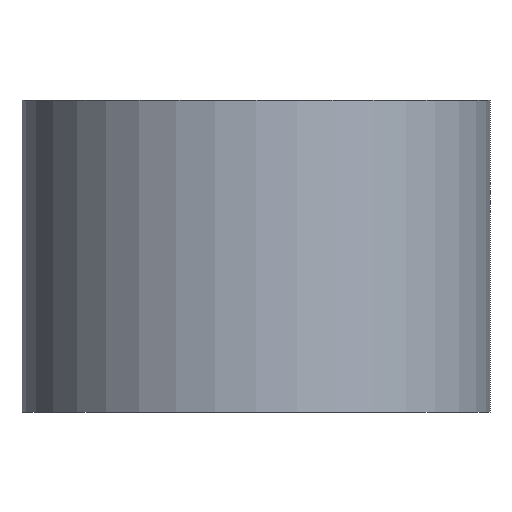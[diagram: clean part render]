
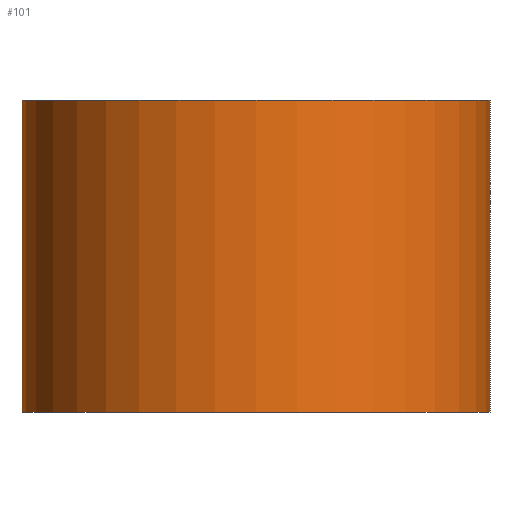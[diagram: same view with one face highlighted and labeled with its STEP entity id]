
A CAD part, front view. The second image highlights one B-rep face of the part: STEP entity #101.
In plain terms, the highlighted cylindrical face has radius 15 mm (diameter 30 mm), a full revolution.
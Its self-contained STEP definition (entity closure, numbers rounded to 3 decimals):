
#21=CYLINDRICAL_SURFACE('',#137,15.);
#26=FACE_OUTER_BOUND('',#33,.T.);
#33=EDGE_LOOP('',(#89,#90,#91,#92,#93));
#39=LINE('',#198,#43);
#43=VECTOR('',#169,15.);
#44=CIRCLE('',#127,15.);
#45=CIRCLE('',#128,15.);
#51=CIRCLE('',#138,15.);
#52=VERTEX_POINT('',#176);
#53=VERTEX_POINT('',#177);
#59=VERTEX_POINT('',#197);
#60=EDGE_CURVE('',#52,#53,#44,.T.);
#61=EDGE_CURVE('',#53,#52,#45,.T.);
#70=EDGE_CURVE('',#53,#59,#39,.T.);
#71=EDGE_CURVE('',#59,#59,#51,.T.);
#89=ORIENTED_EDGE('',*,*,#60,.F.);
#90=ORIENTED_EDGE('',*,*,#61,.F.);
#91=ORIENTED_EDGE('',*,*,#70,.T.);
#92=ORIENTED_EDGE('',*,*,#71,.T.);
#93=ORIENTED_EDGE('',*,*,#70,.F.);
#101=ADVANCED_FACE('',(#26),#21,.T.);
#127=AXIS2_PLACEMENT_3D('',#178,#144,#145);
#128=AXIS2_PLACEMENT_3D('',#179,#146,#147);
#137=AXIS2_PLACEMENT_3D('',#196,#167,#168);
#138=AXIS2_PLACEMENT_3D('',#199,#170,#171);
#144=DIRECTION('center_axis',(0.,0.,1.));
#145=DIRECTION('ref_axis',(1.,0.,0.));
#146=DIRECTION('center_axis',(0.,0.,1.));
#147=DIRECTION('ref_axis',(1.,0.,0.));
#167=DIRECTION('center_axis',(0.,0.,1.));
#168=DIRECTION('ref_axis',(1.,0.,0.));
#169=DIRECTION('',(0.,0.,-1.));
#170=DIRECTION('center_axis',(0.,0.,1.));
#171=DIRECTION('ref_axis',(1.,0.,0.));
#176=CARTESIAN_POINT('',(15.,0.,20.));
#177=CARTESIAN_POINT('',(-15.,0.,20.));
#178=CARTESIAN_POINT('Origin',(0.,0.,20.));
#179=CARTESIAN_POINT('Origin',(0.,0.,20.));
#196=CARTESIAN_POINT('Origin',(0.,0.,0.));
#197=CARTESIAN_POINT('',(-15.,0.,0.));
#198=CARTESIAN_POINT('',(-15.,0.,0.));
#199=CARTESIAN_POINT('Origin',(0.,0.,0.));
